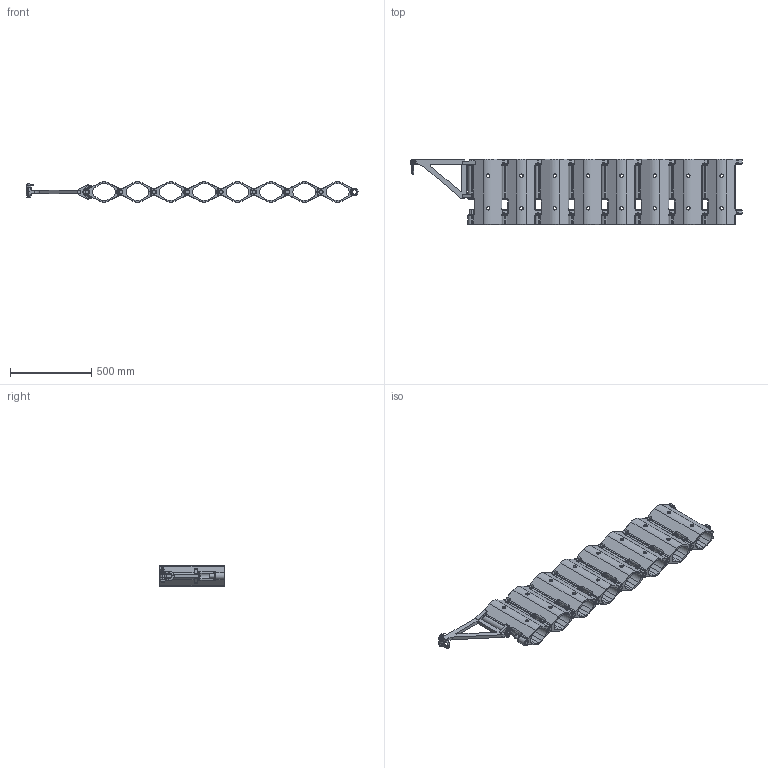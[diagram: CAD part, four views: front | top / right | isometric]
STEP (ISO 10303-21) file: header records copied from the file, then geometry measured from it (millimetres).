
FILE_DESCRIPTION (( 'STEP AP203' ), '1' );
FILE_NAME ('JF-200-2.STEP', '2017-06-06T11:32:31', ( 'bruger' ), ( '' ), 'SwSTEP 2.0', 'SolidWorks 2016', '' );
FILE_SCHEMA (( 'CONFIG_CONTROL_DESIGN' ));
Length unit declared in the file: millimetre
Products named in the file (15): 911410256_D‚faut; 8247100 Body V2; 911410136_D‚faut; 8247100 Hinge; 150 V2; 8247100 Hinge V2; JF-200-2; Rubber Bumber; 911410250 short; 911410253_D‚faut; 911410200; 911410254_D‚faut; 911410250; 911410255_D‚faut; 911410257
Assembly tree (51 placements, depth 4):
  JF-200-2
    911410200  x8
    911410250  x16
    911410257  x16
    150 V2
      8247100 Body V2
      8247100 Hinge
      8247100 Hinge V2
      Rubber Bumber
      911410250 short
      911410136_D‚faut
        911410253_D‚faut
        911410254_D‚faut
        911410255_D‚faut
        911410256_D‚faut
Bounding box: 2039.5 x 400 x 125.01 mm (x, y, z)
Volume: 20516058.1 mm3; surface area: 3592242.3 mm2
Topology: 49 solids, 49 shells, 2643 faces, 6599 edges, 3935 vertices
Faces by surface type: cylinder 808, plane 650, bspline 455, cone 398, torus 332
Entity records: 53851 total; most frequent: CARTESIAN_POINT 30291, ORIENTED_EDGE 4976, DIRECTION 3506, EDGE_CURVE 2488, VERTEX_POINT 1589, AXIS2_PLACEMENT_3D 1226, LINE 1054, VECTOR 1054
